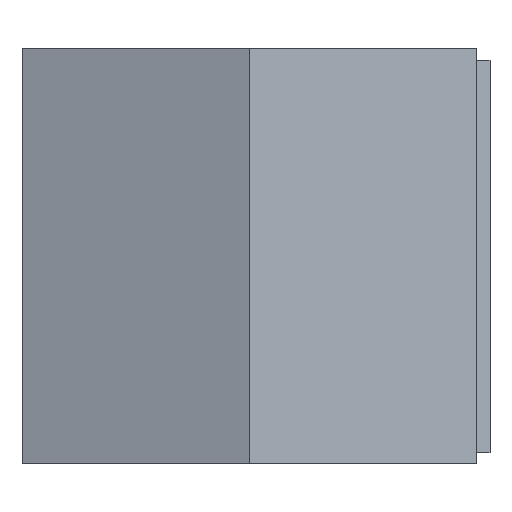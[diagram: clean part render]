
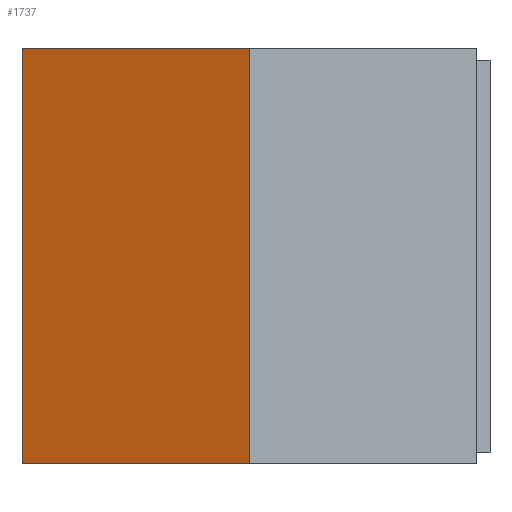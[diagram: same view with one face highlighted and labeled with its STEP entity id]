
A CAD part, top view. The second image highlights one B-rep face of the part: STEP entity #1737.
In plain terms, the highlighted planar face has unit normal (-0.309, 0, 0.951).
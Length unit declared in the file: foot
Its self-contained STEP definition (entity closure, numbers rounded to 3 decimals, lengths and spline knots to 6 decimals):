
#1737=ADVANCED_FACE('',(#3363),#24681,.T.);
#3363=FACE_OUTER_BOUND('',#4989,.T.);
#4989=EDGE_LOOP('',(#7061,#7062,#7063,#7064));
#7061=ORIENTED_EDGE('',*,*,#14201,.T.);
#7062=ORIENTED_EDGE('',*,*,#14205,.T.);
#7063=ORIENTED_EDGE('',*,*,#14197,.F.);
#7064=ORIENTED_EDGE('',*,*,#14204,.F.);
#14197=EDGE_CURVE('',#21936,#21938,#18294,.T.);
#14201=EDGE_CURVE('',#21940,#21942,#18298,.T.);
#14204=EDGE_CURVE('',#21940,#21936,#18301,.T.);
#14205=EDGE_CURVE('',#21942,#21938,#18302,.T.);
#18294=B_SPLINE_CURVE_WITH_KNOTS('',1,(#32200,#32201),.UNSPECIFIED.,.F.,
 .F.,(2,2),(0.,3.5),.UNSPECIFIED.);
#18298=B_SPLINE_CURVE_WITH_KNOTS('',1,(#32208,#32209),.UNSPECIFIED.,.F.,
 .F.,(2,2),(0.,3.5),.UNSPECIFIED.);
#18301=B_SPLINE_CURVE_WITH_KNOTS('',1,(#32214,#32215),.UNSPECIFIED.,.F.,
 .F.,(2,2),(0.,6.083333),.UNSPECIFIED.);
#18302=B_SPLINE_CURVE_WITH_KNOTS('',1,(#32216,#32217),.UNSPECIFIED.,.F.,
 .F.,(2,2),(0.,6.083333),.UNSPECIFIED.);
#21936=VERTEX_POINT('',#32187);
#21938=VERTEX_POINT('',#32189);
#21940=VERTEX_POINT('',#32191);
#21942=VERTEX_POINT('',#32193);
#24681=PLANE('',#26700);
#26700=AXIS2_PLACEMENT_3D('',#32185,#28773,$);
#28773=DIRECTION('',(-0.309,0.,0.951));
#32185=CARTESIAN_POINT('',(2.096209,5.75,5.439887));
#32187=CARTESIAN_POINT('',(2.096209,-0.333333,5.439887));
#32189=CARTESIAN_POINT('',(-1.232489,-0.333333,4.358327));
#32191=CARTESIAN_POINT('',(2.096209,5.75,5.439887));
#32193=CARTESIAN_POINT('',(-1.232489,5.75,4.358327));
#32200=CARTESIAN_POINT('',(2.096209,-0.333333,5.439887));
#32201=CARTESIAN_POINT('',(-1.232489,-0.333333,4.358327));
#32208=CARTESIAN_POINT('',(2.096209,5.75,5.439887));
#32209=CARTESIAN_POINT('',(-1.232489,5.75,4.358327));
#32214=CARTESIAN_POINT('',(2.096209,5.75,5.439887));
#32215=CARTESIAN_POINT('',(2.096209,-0.333333,5.439887));
#32216=CARTESIAN_POINT('',(-1.232489,5.75,4.358327));
#32217=CARTESIAN_POINT('',(-1.232489,-0.333333,4.358327));
